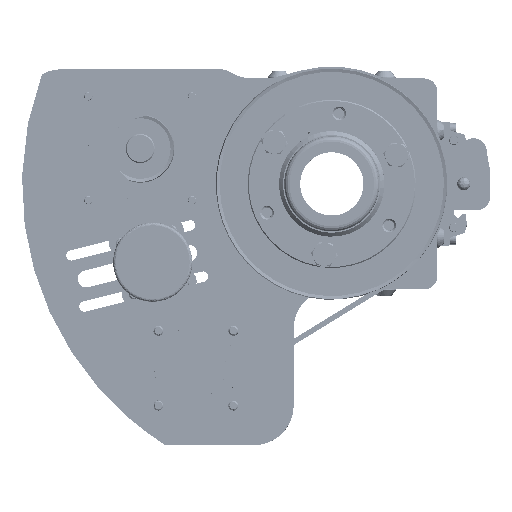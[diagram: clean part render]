
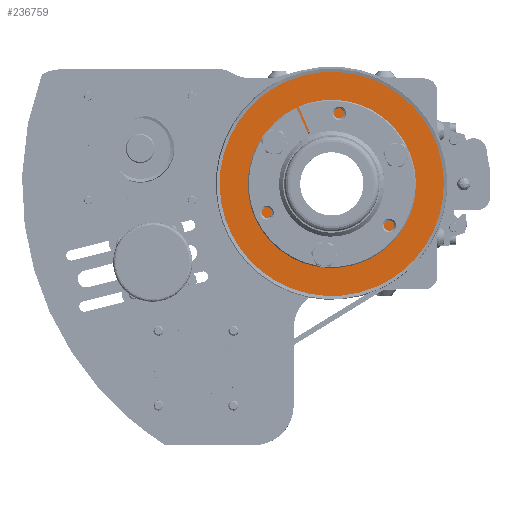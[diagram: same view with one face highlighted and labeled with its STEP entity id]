
A CAD part, front view. The second image highlights one B-rep face of the part: STEP entity #236759.
In plain terms, the highlighted free-form (B-spline) face has degree [1, 1] with [2, 2] control points.
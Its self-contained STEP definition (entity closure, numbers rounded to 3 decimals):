
#234312 = VERTEX_POINT('',#234313);
#234313 = CARTESIAN_POINT('',(-34.04,-608.157,
    28.015));
#234331 = VERTEX_POINT('',#234332);
#234332 = CARTESIAN_POINT('',(-7.995,-608.157,
    -30.46));
#234337 = EDGE_CURVE('',#234331,#234312,#234338,.T.);
#234338 = ( BOUNDED_CURVE() B_SPLINE_CURVE(2,(#234339,#234340,#234341,
#234342,#234343),.UNSPECIFIED.,.F.,.F.) B_SPLINE_CURVE_WITH_KNOTS((3,2,3
    ),(3.142,4.712,6.283),
.PIECEWISE_BEZIER_KNOTS.) CURVE() GEOMETRIC_REPRESENTATION_ITEM() 
RATIONAL_B_SPLINE_CURVE((1.,0.707,1.,0.707,1.)) 
REPRESENTATION_ITEM('') );
#234339 = CARTESIAN_POINT('',(-7.995,-608.157,
    -30.46));
#234340 = CARTESIAN_POINT('',(-37.233,-608.157,
    -43.483));
#234341 = CARTESIAN_POINT('',(-50.256,-608.157,
    -14.245));
#234342 = CARTESIAN_POINT('',(-63.278,-608.157,
    14.993));
#234343 = CARTESIAN_POINT('',(-34.04,-608.157,
    28.015));
#235626 = VERTEX_POINT('',#235627);
#235627 = CARTESIAN_POINT('',(4.295,-608.157,
    -58.055));
#235641 = VERTEX_POINT('',#235642);
#235642 = CARTESIAN_POINT('',(-46.331,-608.157,
    55.61));
#235647 = EDGE_CURVE('',#235626,#235641,#235648,.T.);
#235648 = ( BOUNDED_CURVE() B_SPLINE_CURVE(2,(#235649,#235650,#235651,
#235652,#235653),.UNSPECIFIED.,.F.,.F.) B_SPLINE_CURVE_WITH_KNOTS((3,2,3
    ),(3.142,4.712,6.283),
.PIECEWISE_BEZIER_KNOTS.) CURVE() GEOMETRIC_REPRESENTATION_ITEM() 
RATIONAL_B_SPLINE_CURVE((1.,0.707,1.,0.707,1.)) 
REPRESENTATION_ITEM('') );
#235649 = CARTESIAN_POINT('',(4.295,-608.157,
    -58.055));
#235650 = CARTESIAN_POINT('',(-52.537,-608.157,
    -83.368));
#235651 = CARTESIAN_POINT('',(-77.85,-608.157,
    -26.535));
#235652 = CARTESIAN_POINT('',(-103.163,-608.157,
    30.297));
#235653 = CARTESIAN_POINT('',(-46.331,-608.157,
    55.61));
#236759 = ADVANCED_FACE('',(#236760,#236771),#236782,.F.);
#236760 = FACE_BOUND('',#236761,.T.);
#236761 = EDGE_LOOP('',(#236762,#236770));
#236762 = ORIENTED_EDGE('',*,*,#236763,.T.);
#236763 = EDGE_CURVE('',#234312,#234331,#236764,.T.);
#236764 = ( BOUNDED_CURVE() B_SPLINE_CURVE(2,(#236765,#236766,#236767,
#236768,#236769),.UNSPECIFIED.,.F.,.F.) B_SPLINE_CURVE_WITH_KNOTS((3,2,3
),(0.,1.571,3.142),.PIECEWISE_BEZIER_KNOTS.) CURVE() 
GEOMETRIC_REPRESENTATION_ITEM() RATIONAL_B_SPLINE_CURVE((1.,
0.707,1.,0.707,1.)) REPRESENTATION_ITEM('') );
#236765 = CARTESIAN_POINT('',(-34.04,-608.157,
    28.015));
#236766 = CARTESIAN_POINT('',(-4.803,-608.157,
    41.038));
#236767 = CARTESIAN_POINT('',(8.22,-608.157,
    11.8));
#236768 = CARTESIAN_POINT('',(21.242,-608.157,
    -17.438));
#236769 = CARTESIAN_POINT('',(-7.995,-608.157,
    -30.46));
#236770 = ORIENTED_EDGE('',*,*,#234337,.T.);
#236771 = FACE_BOUND('',#236772,.T.);
#236772 = EDGE_LOOP('',(#236773,#236774));
#236773 = ORIENTED_EDGE('',*,*,#235647,.F.);
#236774 = ORIENTED_EDGE('',*,*,#236775,.F.);
#236775 = EDGE_CURVE('',#235641,#235626,#236776,.T.);
#236776 = ( BOUNDED_CURVE() B_SPLINE_CURVE(2,(#236777,#236778,#236779,
#236780,#236781),.UNSPECIFIED.,.F.,.F.) B_SPLINE_CURVE_WITH_KNOTS((3,2,3
),(0.,1.571,3.142),.PIECEWISE_BEZIER_KNOTS.) CURVE() 
GEOMETRIC_REPRESENTATION_ITEM() RATIONAL_B_SPLINE_CURVE((1.,
0.707,1.,0.707,1.)) REPRESENTATION_ITEM('') );
#236777 = CARTESIAN_POINT('',(-46.331,-608.157,
    55.61));
#236778 = CARTESIAN_POINT('',(10.501,-608.157,
    80.923));
#236779 = CARTESIAN_POINT('',(35.814,-608.157,
    24.091));
#236780 = CARTESIAN_POINT('',(61.127,-608.157,
    -32.742));
#236781 = CARTESIAN_POINT('',(4.295,-608.157,
    -58.055));
#236782 = B_SPLINE_SURFACE_WITH_KNOTS('',1,1,(
    (#236783,#236784)
    ,(#236785,#236786
    )),.UNSPECIFIED.,.F.,.F.,.F.,(2,2),(2,2),(-54.001,
    54.001),(-108.002,0.),.PIECEWISE_BEZIER_KNOTS.);
#236783 = CARTESIAN_POINT('',(-52.537,-608.157,
    -83.368));
#236784 = CARTESIAN_POINT('',(61.127,-608.157,
    -32.742));
#236785 = CARTESIAN_POINT('',(-103.163,-608.157,
    30.297));
#236786 = CARTESIAN_POINT('',(10.501,-608.157,
    80.923));
